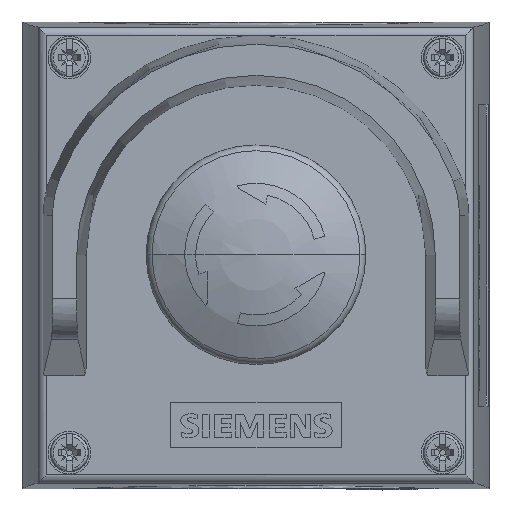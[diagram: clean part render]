
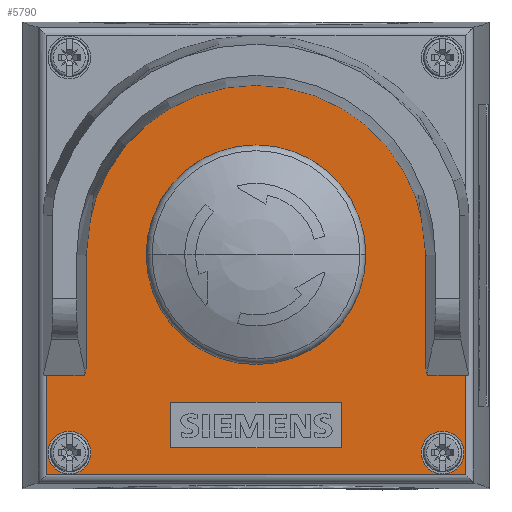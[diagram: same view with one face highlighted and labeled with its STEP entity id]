
A CAD part, top view. The second image highlights one B-rep face of the part: STEP entity #5790.
In plain terms, the highlighted planar face has unit normal (0, 0, 1).
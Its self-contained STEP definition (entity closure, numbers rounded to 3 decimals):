
#5790=ADVANCED_FACE('',(#12530,#12531,#12532,#12533,#12534),#12535,.T.);
#12530=FACE_OUTER_BOUND('',#19887,.T.);
#12531=FACE_BOUND('',#19888,.T.);
#12532=FACE_BOUND('',#19889,.T.);
#12533=FACE_BOUND('',#19890,.T.);
#12534=FACE_BOUND('',#19891,.T.);
#12535=PLANE('',#19892);
#19887=EDGE_LOOP('',(#41571,#41572,#41573,#41574,#41575,#41576,#41577,#41578,#41579,#41580,#41581));
#19888=EDGE_LOOP('',(#41582,#41583));
#19889=EDGE_LOOP('',(#41584,#41585));
#19890=EDGE_LOOP('',(#41586,#41587,#41588,#41589));
#19891=EDGE_LOOP('',(#41590,#41591));
#19892=AXIS2_PLACEMENT_3D('',#41592,#41593,#41594);
#41571=ORIENTED_EDGE('',*,*,#47689,.T.);
#41572=ORIENTED_EDGE('',*,*,#47726,.T.);
#41573=ORIENTED_EDGE('',*,*,#47743,.F.);
#41574=ORIENTED_EDGE('',*,*,#47748,.F.);
#41575=ORIENTED_EDGE('',*,*,#47674,.T.);
#41576=ORIENTED_EDGE('',*,*,#44250,.T.);
#41577=ORIENTED_EDGE('',*,*,#47672,.T.);
#41578=ORIENTED_EDGE('',*,*,#47665,.T.);
#41579=ORIENTED_EDGE('',*,*,#47660,.T.);
#41580=ORIENTED_EDGE('',*,*,#47710,.T.);
#41581=ORIENTED_EDGE('',*,*,#47713,.T.);
#41582=ORIENTED_EDGE('',*,*,#44266,.T.);
#41583=ORIENTED_EDGE('',*,*,#47243,.T.);
#41584=ORIENTED_EDGE('',*,*,#44256,.T.);
#41585=ORIENTED_EDGE('',*,*,#47251,.T.);
#41586=ORIENTED_EDGE('',*,*,#47632,.T.);
#41587=ORIENTED_EDGE('',*,*,#47641,.T.);
#41588=ORIENTED_EDGE('',*,*,#47638,.T.);
#41589=ORIENTED_EDGE('',*,*,#47635,.T.);
#41590=ORIENTED_EDGE('',*,*,#44247,.T.);
#41591=ORIENTED_EDGE('',*,*,#47736,.T.);
#41592=CARTESIAN_POINT('',(42.518,85.2,64.0));
#41593=DIRECTION('',(0.0,0.0,1.0));
#41594=DIRECTION('',(1.0,0.0,0.0));
#44247=EDGE_CURVE('',#50235,#50239,#50241,.T.);
#44250=EDGE_CURVE('',#50246,#50243,#50247,.T.);
#44256=EDGE_CURVE('',#50251,#50255,#50257,.T.);
#44266=EDGE_CURVE('',#50269,#50273,#50275,.T.);
#47243=EDGE_CURVE('',#50273,#50269,#54544,.T.);
#47251=EDGE_CURVE('',#50255,#50251,#54552,.T.);
#47632=EDGE_CURVE('',#55120,#55118,#55121,.T.);
#47635=EDGE_CURVE('',#55124,#55120,#55125,.T.);
#47638=EDGE_CURVE('',#55128,#55124,#55129,.T.);
#47641=EDGE_CURVE('',#55118,#55128,#55132,.T.);
#47660=EDGE_CURVE('',#55159,#55160,#55161,.T.);
#47665=EDGE_CURVE('',#55168,#55159,#55169,.T.);
#47672=EDGE_CURVE('',#50243,#55168,#55179,.T.);
#47674=EDGE_CURVE('',#55181,#50246,#55182,.T.);
#47689=EDGE_CURVE('',#55205,#55206,#55207,.T.);
#47710=EDGE_CURVE('',#55160,#55237,#55238,.T.);
#47713=EDGE_CURVE('',#55237,#55205,#55241,.T.);
#47726=EDGE_CURVE('',#55206,#55258,#55260,.T.);
#47736=EDGE_CURVE('',#50239,#50235,#55272,.T.);
#47743=EDGE_CURVE('',#55280,#55258,#55282,.T.);
#47748=EDGE_CURVE('',#55181,#55280,#55287,.T.);
#50235=VERTEX_POINT('',#59792);
#50239=VERTEX_POINT('',#59830);
#50241=CIRCLE('',#59833,11.25);
#50243=VERTEX_POINT('',#59835);
#50246=VERTEX_POINT('',#59839);
#50247=CIRCLE('',#59840,2.601);
#50251=VERTEX_POINT('',#59844);
#50255=VERTEX_POINT('',#59849);
#50257=CIRCLE('',#59852,3.9);
#50269=VERTEX_POINT('',#59866);
#50273=VERTEX_POINT('',#59871);
#50275=CIRCLE('',#59874,3.9);
#54544=CIRCLE('',#66300,3.9);
#54552=CIRCLE('',#66308,3.9);
#55118=VERTEX_POINT('',#67083);
#55120=VERTEX_POINT('',#67086);
#55121=LINE('',#67087,#67088);
#55124=VERTEX_POINT('',#67092);
#55125=LINE('',#67093,#67094);
#55128=VERTEX_POINT('',#67098);
#55129=LINE('',#67099,#67100);
#55132=LINE('',#67104,#67105);
#55159=VERTEX_POINT('',#67142);
#55160=VERTEX_POINT('',#67143);
#55161=CIRCLE('',#67144,30.97);
#55168=VERTEX_POINT('',#67153);
#55169=LINE('',#67154,#67155);
#55179=CIRCLE('',#67168,2.601);
#55181=VERTEX_POINT('',#67170);
#55182=LINE('',#67171,#67172);
#55205=VERTEX_POINT('',#67210);
#55206=VERTEX_POINT('',#67211);
#55207=LINE('',#67212,#67213);
#55237=VERTEX_POINT('',#67252);
#55238=LINE('',#67253,#67254);
#55241=CIRCLE('',#67258,2.601);
#55258=VERTEX_POINT('',#67291);
#55260=LINE('',#67293,#67294);
#55272=CIRCLE('',#67312,11.25);
#55280=VERTEX_POINT('',#67324);
#55282=LINE('',#67326,#67327);
#55287=LINE('',#67333,#67334);
#59792=CARTESIAN_POINT('',(53.768,42.7,64.0));
#59830=CARTESIAN_POINT('',(31.268,42.7,64.0));
#59833=AXIS2_PLACEMENT_3D('',#69245,#69246,#69247);
#59835=CARTESIAN_POINT('',(73.488,22.003,64.0));
#59839=CARTESIAN_POINT('',(73.829,20.7,64.0));
#59840=AXIS2_PLACEMENT_3D('',#69249,#69250,#69251);
#59844=CARTESIAN_POINT('',(12.418,6.7,64.0));
#59849=CARTESIAN_POINT('',(4.618,6.7,64.0));
#59852=AXIS2_PLACEMENT_3D('',#69260,#69261,#69262);
#59866=CARTESIAN_POINT('',(80.418,6.7,64.0));
#59871=CARTESIAN_POINT('',(72.618,6.7,64.0));
#59874=AXIS2_PLACEMENT_3D('',#69276,#69277,#69278);
#66300=AXIS2_PLACEMENT_3D('',#71666,#71667,#71668);
#66308=AXIS2_PLACEMENT_3D('',#71678,#71679,#71680);
#67083=CARTESIAN_POINT('',(58.068,7.55,64.0));
#67086=CARTESIAN_POINT('',(58.068,15.85,64.0));
#67087=CARTESIAN_POINT('',(58.068,48.45,64.0));
#67088=VECTOR('',#72098,1.0);
#67092=CARTESIAN_POINT('',(26.968,15.85,64.0));
#67093=CARTESIAN_POINT('',(42.518,15.85,64.0));
#67094=VECTOR('',#72100,1.0);
#67098=CARTESIAN_POINT('',(26.968,7.55,64.0));
#67099=CARTESIAN_POINT('',(26.968,48.45,64.0));
#67100=VECTOR('',#72102,1.0);
#67104=CARTESIAN_POINT('',(42.518,7.55,64.0));
#67105=VECTOR('',#72104,1.0);
#67142=CARTESIAN_POINT('',(73.488,42.7,64.0));
#67143=CARTESIAN_POINT('',(11.548,42.7,64.0));
#67144=AXIS2_PLACEMENT_3D('',#72121,#72122,#72123);
#67153=CARTESIAN_POINT('',(73.488,22.003,64.0));
#67154=CARTESIAN_POINT('',(73.488,53.602,64.0));
#67155=VECTOR('',#72129,1.0);
#67168=AXIS2_PLACEMENT_3D('',#72139,#72140,#72141);
#67170=CARTESIAN_POINT('',(80.694,20.7,64.0));
#67171=CARTESIAN_POINT('',(17.518,20.7,64.0));
#67172=VECTOR('',#72142,1.0);
#67210=CARTESIAN_POINT('',(11.206,20.7,64.0));
#67211=CARTESIAN_POINT('',(4.341,20.7,64.0));
#67212=CARTESIAN_POINT('',(17.518,20.7,64.0));
#67213=VECTOR('',#72161,1.0);
#67252=CARTESIAN_POINT('',(11.548,22.003,64.0));
#67253=CARTESIAN_POINT('',(11.548,63.95,64.0));
#67254=VECTOR('',#72189,1.0);
#67258=AXIS2_PLACEMENT_3D('',#72191,#72192,#72193);
#67291=CARTESIAN_POINT('',(4.341,2.656,64.0));
#67293=CARTESIAN_POINT('',(4.341,85.2,64.0));
#67294=VECTOR('',#72211,1.0);
#67312=AXIS2_PLACEMENT_3D('',#72218,#72219,#72220);
#67324=CARTESIAN_POINT('',(80.694,2.656,64.0));
#67326=CARTESIAN_POINT('',(42.518,2.656,64.0));
#67327=VECTOR('',#72228,1.0);
#67333=CARTESIAN_POINT('',(80.694,85.2,64.0));
#67334=VECTOR('',#72230,1.0);
#69245=CARTESIAN_POINT('',(42.518,42.7,64.0));
#69246=DIRECTION('',(0.0,0.0,-1.0));
#69247=DIRECTION('',(1.0,0.0,0.0));
#69249=CARTESIAN_POINT('',(76.089,21.988,64.0));
#69250=DIRECTION('',(0.0,0.0,-1.0));
#69251=DIRECTION('',(-1.,0.006,0.0));
#69260=CARTESIAN_POINT('',(8.518,6.7,64.0));
#69261=DIRECTION('',(0.0,0.0,-1.0));
#69262=DIRECTION('',(1.0,0.0,0.0));
#69276=CARTESIAN_POINT('',(76.518,6.7,64.0));
#69277=DIRECTION('',(0.0,0.0,-1.0));
#69278=DIRECTION('',(1.0,0.0,0.0));
#71666=CARTESIAN_POINT('',(76.518,6.7,64.0));
#71667=DIRECTION('',(0.0,0.0,-1.0));
#71668=DIRECTION('',(1.0,0.0,0.0));
#71678=CARTESIAN_POINT('',(8.518,6.7,64.0));
#71679=DIRECTION('',(0.0,0.0,-1.0));
#71680=DIRECTION('',(1.0,0.0,0.0));
#72098=DIRECTION('',(0.0,-1.0,0.0));
#72100=DIRECTION('',(1.0,0.0,0.0));
#72102=DIRECTION('',(0.0,1.0,0.0));
#72104=DIRECTION('',(-1.0,0.0,0.0));
#72121=CARTESIAN_POINT('',(42.518,42.7,64.0));
#72122=DIRECTION('',(0.0,0.0,1.0));
#72123=DIRECTION('',(1.0,0.,0.0));
#72129=DIRECTION('',(0.0,1.0,0.0));
#72139=CARTESIAN_POINT('',(76.089,21.988,64.0));
#72140=DIRECTION('',(0.0,0.0,-1.0));
#72141=DIRECTION('',(-1.,0.006,0.0));
#72142=DIRECTION('',(-1.0,0.0,0.0));
#72161=DIRECTION('',(-1.0,0.0,0.0));
#72189=DIRECTION('',(0.0,-1.0,0.0));
#72191=CARTESIAN_POINT('',(8.947,21.988,64.0));
#72192=DIRECTION('',(0.0,0.0,-1.0));
#72193=DIRECTION('',(0.005,-1.,0.0));
#72211=DIRECTION('',(0.0,-1.0,0.0));
#72218=CARTESIAN_POINT('',(42.518,42.7,64.0));
#72219=DIRECTION('',(0.0,0.0,-1.0));
#72220=DIRECTION('',(1.0,0.0,0.0));
#72228=DIRECTION('',(-1.0,0.0,0.0));
#72230=DIRECTION('',(0.0,-1.0,0.0));
